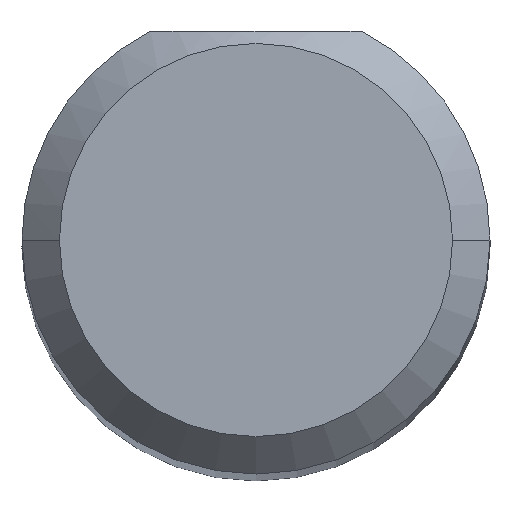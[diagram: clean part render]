
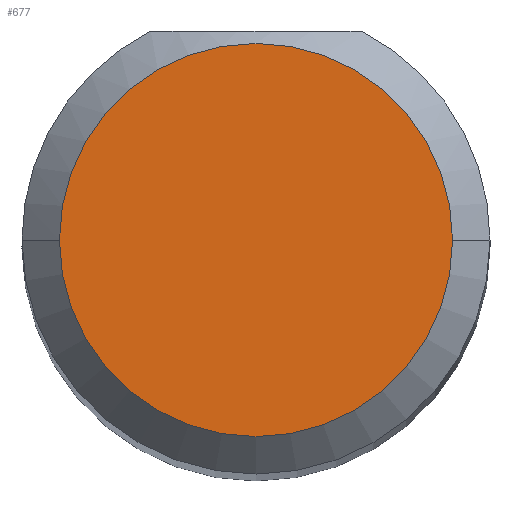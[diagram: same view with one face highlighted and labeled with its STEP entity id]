
A CAD part, top view. The second image highlights one B-rep face of the part: STEP entity #677.
In plain terms, the highlighted planar face has unit normal (0, 0, 1).
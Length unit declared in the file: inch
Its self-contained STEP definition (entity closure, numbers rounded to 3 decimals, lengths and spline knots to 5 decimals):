
#24 = CIRCLE ( 'NONE', #608, 0.07875 ) ;
#31 = DIRECTION ( 'NONE',  ( -1., 0., 0. ) ) ;
#41 = EDGE_LOOP ( 'NONE', ( #73, #461 ) ) ;
#54 = EDGE_CURVE ( 'NONE', #226, #396, #233, .T. ) ;
#73 = ORIENTED_EDGE ( 'NONE', *, *, #251, .F. ) ;
#76 = DIRECTION ( 'NONE',  ( -1., 0., 0. ) ) ;
#138 = DIRECTION ( 'NONE',  ( 0., 0., -1. ) ) ;
#178 = CARTESIAN_POINT ( 'NONE',  ( 0.375, 0., 2. ) ) ;
#180 = AXIS2_PLACEMENT_3D ( 'NONE', #688, #138, #31 ) ;
#226 = VERTEX_POINT ( 'NONE', #306 ) ;
#233 = CIRCLE ( 'NONE', #180, 0.07875 ) ;
#251 = EDGE_CURVE ( 'NONE', #396, #226, #24, .T. ) ;
#283 = PLANE ( 'NONE',  #733 ) ;
#304 = DIRECTION ( 'NONE',  ( 0., 0., -1. ) ) ;
#306 = CARTESIAN_POINT ( 'NONE',  ( 0.29625, 0., 2. ) ) ;
#336 = DIRECTION ( 'NONE',  ( -1., 0., 0. ) ) ;
#396 = VERTEX_POINT ( 'NONE', #408 ) ;
#408 = CARTESIAN_POINT ( 'NONE',  ( 0.45375, 0., 2. ) ) ;
#461 = ORIENTED_EDGE ( 'NONE', *, *, #54, .F. ) ;
#531 = DIRECTION ( 'NONE',  ( 0., 0., 1. ) ) ;
#540 = CARTESIAN_POINT ( 'NONE',  ( 0.375, 0., 2. ) ) ;
#585 = FACE_OUTER_BOUND ( 'NONE', #41, .T. ) ;
#608 = AXIS2_PLACEMENT_3D ( 'NONE', #540, #304, #76 ) ;
#677 = ADVANCED_FACE ( 'NONE', ( #585 ), #283, .T. ) ;
#688 = CARTESIAN_POINT ( 'NONE',  ( 0.375, 0., 2. ) ) ;
#733 = AXIS2_PLACEMENT_3D ( 'NONE', #178, #531, #336 ) ;
